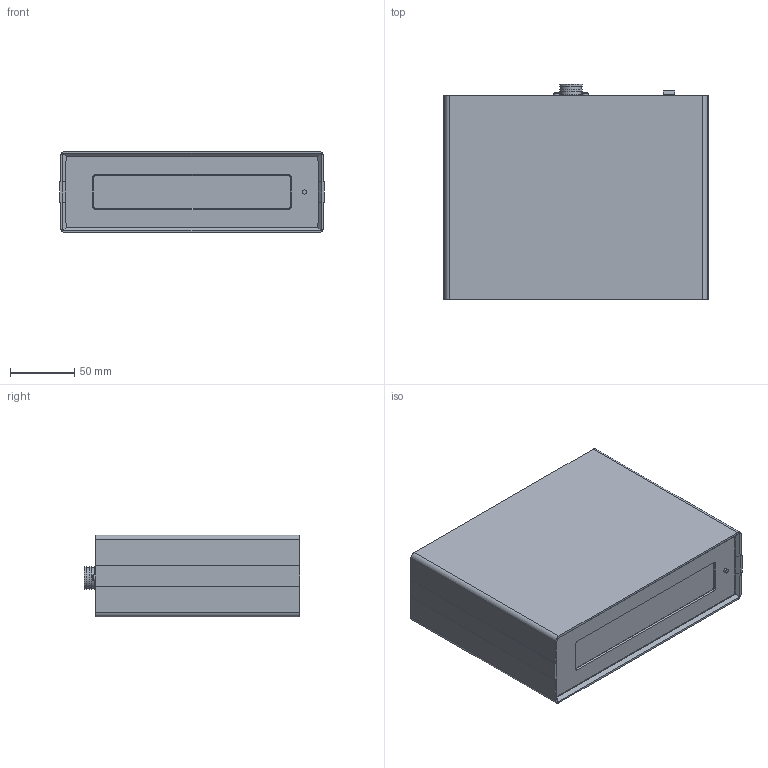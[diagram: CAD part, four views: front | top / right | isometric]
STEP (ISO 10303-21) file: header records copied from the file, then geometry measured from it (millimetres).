
FILE_DESCRIPTION((''),'2;1');
FILE_NAME('dr1000.stp','2009-04-28T11:16:35',('JC'),(''),'Autodesk Inventor 11','Autodesk Inventor 11','');
FILE_SCHEMA(('AUTOMOTIVE_DESIGN { 1 0 10303 214 1 1 1 1 }'));
Length unit declared in the file: inch
Products named in the file (1): dr10001
Bounding box: 205.44 x 167.28 x 63.5 mm (x, y, z)
Volume: 1989940 mm3; surface area: 113733.4 mm2
Topology: 1 solids, 3 shells, 189 faces, 457 edges, 297 vertices
Faces by surface type: plane 139, cylinder 44, cone 6
Full cylindrical faces by diameter (mm): 0.762 x1, 3.175 x1, 3.2 x2, 4.648 x2, 5.461 x1, 11.43 x1, 12.471 x1, 13.843 x1, 15.875 x2, 17.653 x1
Entity records: 5356 total; most frequent: CARTESIAN_POINT 917, DIRECTION 913, ORIENTED_EDGE 872, EDGE_CURVE 436, VECTOR 339, LINE 339, VERTEX_POINT 291, AXIS2_PLACEMENT_3D 287
